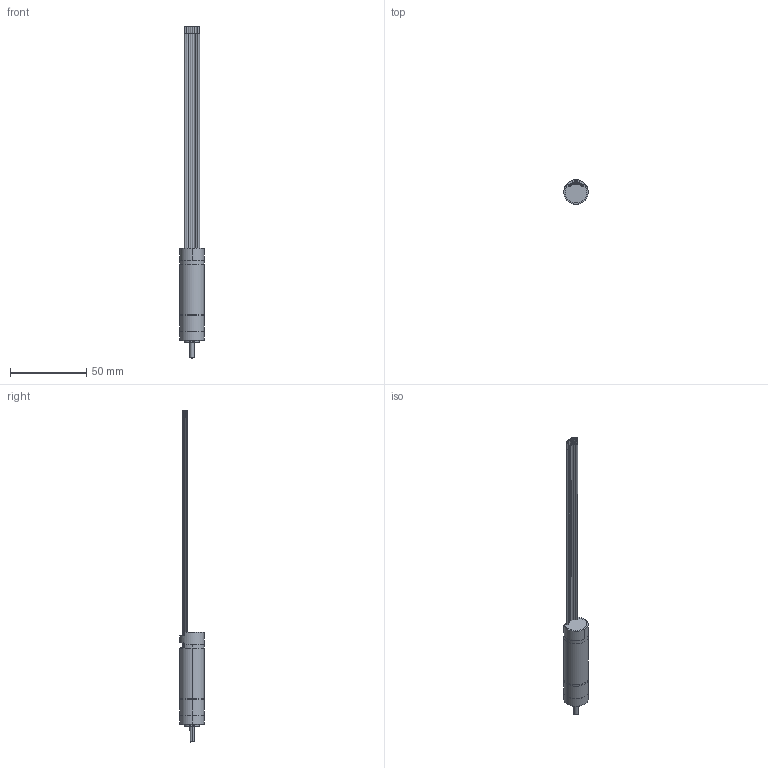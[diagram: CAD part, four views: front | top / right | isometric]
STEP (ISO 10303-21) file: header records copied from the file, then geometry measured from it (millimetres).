
FILE_DESCRIPTION (( 'STEP AP203' ), '1' );
FILE_NAME ('ECU16036+M16+PG16M-0004.STEP', '2021-04-02T09:03:07', ( '88' ), ( '' ), 'SwSTEP 2.0', 'SolidWorks 2014', '' );
FILE_SCHEMA (( 'CONFIG_CONTROL_DESIGN' ));
Length unit declared in the file: millimetre
Products named in the file (1): ECU16036+M16+PG16M-0004
Bounding box: 16 x 16 x 218.2 mm (x, y, z)
Surface area: 11512.4 mm2 (no closed solid volume)
Topology: 0 solids, 16 shells, 151 faces, 542 edges, 415 vertices
Faces by surface type: cylinder 83, plane 43, bspline 14, cone 11
Entity records: 7555 total; most frequent: CARTESIAN_POINT 3092, ORIENTED_EDGE 858, DIRECTION 840, EDGE_CURVE 542, VERTEX_POINT 415, AXIS2_PLACEMENT_3D 324, VECTOR 192, LINE 192
